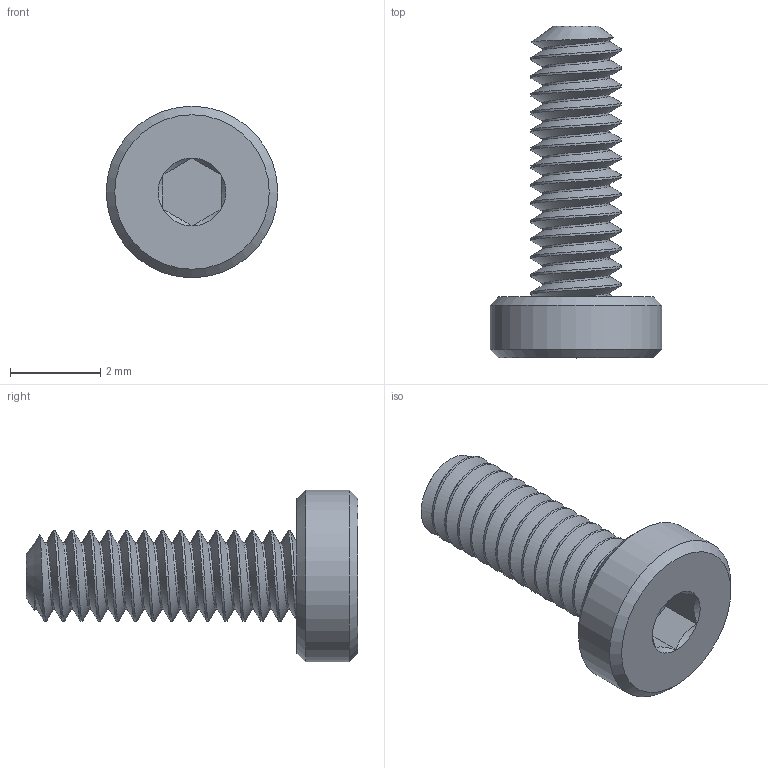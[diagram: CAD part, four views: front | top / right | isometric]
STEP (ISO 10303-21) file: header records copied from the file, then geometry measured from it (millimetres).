
FILE_DESCRIPTION(/* description */ (''),/* implementation_level */ '2;1');
FILE_NAME(/* name */ 'CM V Centre Block Stop Screw.step',/* time_stamp */ '2022-08-07T18:02:18+01:00',/* author */ (''),/* organization */ (''),/* preprocessor_version */ 'ST-DEVELOPER v18.1',/* originating_system */ 'Autodesk Translation Framework v10.10.0.1391',/* authorisation */ '');
FILE_SCHEMA (('AUTOMOTIVE_DESIGN { 1 0 10303 214 3 1 1 }'));
Length unit declared in the file: millimetre
Products named in the file (2): CM V Centre Block Stop Screw; M2x0.4 92855A838_18-8 Stainless Steel Low-Profile Socket Head Screws
Assembly tree (1 placements, depth 2):
  CM V Centre Block Stop Screw
    M2x0.4 92855A838_18-8 Stainless Steel Low-Profile Socket Head Screws
Bounding box: 3.8 x 7.35 x 3.8 mm (x, y, z)
Volume: 27.6 mm3; surface area: 95.5 mm2
Topology: 1 solids, 1 shells, 53 faces, 134 edges, 85 vertices
Faces by surface type: cylinder 32, plane 10, cone 9, bspline 2
Full cylindrical faces by diameter (mm): 1.48 x14, 2 x13, 3.8 x1
Entity records: 4436 total; most frequent: CARTESIAN_POINT 3258, ORIENTED_EDGE 268, DIRECTION 185, EDGE_CURVE 134, VERTEX_POINT 85, AXIS2_PLACEMENT_3D 70, B_SPLINE_CURVE_WITH_KNOTS 67, EDGE_LOOP 55
